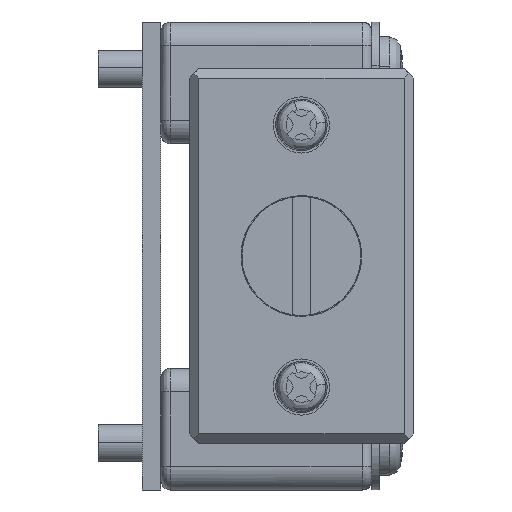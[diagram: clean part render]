
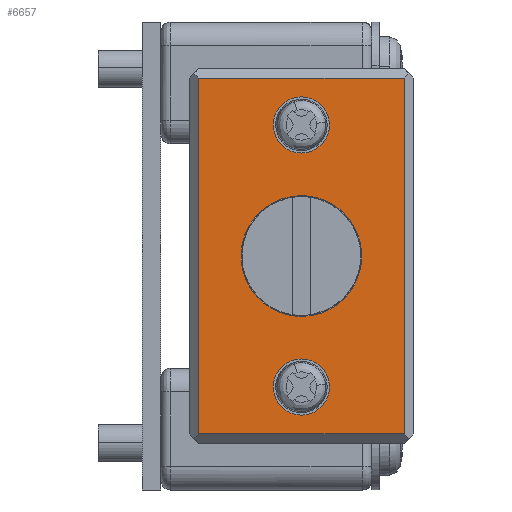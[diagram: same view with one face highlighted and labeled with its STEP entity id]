
A CAD part, front view. The second image highlights one B-rep face of the part: STEP entity #6657.
In plain terms, the highlighted free-form (B-spline) face has degree [1, 1] with [2, 2] control points.
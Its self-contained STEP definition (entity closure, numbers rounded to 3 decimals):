
#4923=CARTESIAN_POINT('',(0.,-6.405,-0.761));
#4924=VERTEX_POINT('',#4923);
#4930=CARTESIAN_POINT('',(0.0,0.0,6.45));
#4931=VERTEX_POINT('',#4930);
#4932=CARTESIAN_POINT('',(0.,-6.405,-0.761));
#4933=CARTESIAN_POINT('',(0.0,-6.45,-0.382));
#4934=CARTESIAN_POINT('',(0.0,-6.45,0.0));
#4935=CARTESIAN_POINT('',(0.0,-6.45,6.45));
#4936=CARTESIAN_POINT('',(0.0,0.0,6.45));
#4944=(BOUNDED_CURVE()B_SPLINE_CURVE(2,(#4932,#4933,#4934,#4935,#4936),.UNSPECIFIED.,.F.,.U.)B_SPLINE_CURVE_WITH_KNOTS((3,2,3),(0.23,0.25,0.5),.UNSPECIFIED.)CURVE()GEOMETRIC_REPRESENTATION_ITEM()RATIONAL_B_SPLINE_CURVE((0.956,0.976,1.0,0.707,1.0))REPRESENTATION_ITEM(''));
#4945=EDGE_CURVE('',#4924,#4931,#4944,.T.);
#4947=CARTESIAN_POINT('',(0.,6.438,0.394));
#4948=VERTEX_POINT('',#4947);
#4949=CARTESIAN_POINT('',(0.0,0.0,6.45));
#4950=CARTESIAN_POINT('',(0.0,6.068,6.45));
#4951=CARTESIAN_POINT('',(0.,6.438,0.394));
#4959=(BOUNDED_CURVE()B_SPLINE_CURVE(2,(#4949,#4950,#4951),.UNSPECIFIED.,.F.,.U.)B_SPLINE_CURVE_WITH_KNOTS((3,3),(0.5,0.739),.UNSPECIFIED.)CURVE()GEOMETRIC_REPRESENTATION_ITEM()RATIONAL_B_SPLINE_CURVE((1.0,0.72,0.976))REPRESENTATION_ITEM(''));
#4960=EDGE_CURVE('',#4931,#4948,#4959,.T.);
#5034=CARTESIAN_POINT('',(0.0,0.0,-6.45));
#5035=VERTEX_POINT('',#5034);
#5036=CARTESIAN_POINT('',(0.,6.438,0.394));
#5037=CARTESIAN_POINT('',(0.0,6.45,0.197));
#5038=CARTESIAN_POINT('',(0.0,6.45,0.0));
#5039=CARTESIAN_POINT('',(0.0,6.45,-6.45));
#5040=CARTESIAN_POINT('',(0.0,0.0,-6.45));
#5048=(BOUNDED_CURVE()B_SPLINE_CURVE(2,(#5036,#5037,#5038,#5039,#5040),.UNSPECIFIED.,.F.,.U.)B_SPLINE_CURVE_WITH_KNOTS((3,2,3),(0.739,0.75,1.0),.UNSPECIFIED.)CURVE()GEOMETRIC_REPRESENTATION_ITEM()RATIONAL_B_SPLINE_CURVE((0.976,0.988,1.0,0.707,1.0))REPRESENTATION_ITEM(''));
#5049=EDGE_CURVE('',#4948,#5035,#5048,.T.);
#5051=CARTESIAN_POINT('',(0.0,0.0,-6.45));
#5052=CARTESIAN_POINT('',(0.0,-5.729,-6.45));
#5053=CARTESIAN_POINT('',(0.,-6.405,-0.761));
#5061=(BOUNDED_CURVE()B_SPLINE_CURVE(2,(#5051,#5052,#5053),.UNSPECIFIED.,.F.,.U.)B_SPLINE_CURVE_WITH_KNOTS((3,3),(0.0,0.23),.UNSPECIFIED.)CURVE()GEOMETRIC_REPRESENTATION_ITEM()RATIONAL_B_SPLINE_CURVE((1.0,0.731,0.956))REPRESENTATION_ITEM(''));
#5062=EDGE_CURVE('',#5035,#4924,#5061,.T.);
#5694=CARTESIAN_POINT('',(0.,2.991,-13.765));
#5695=VERTEX_POINT('',#5694);
#5701=CARTESIAN_POINT('',(0.0,0.,-17.));
#5702=VERTEX_POINT('',#5701);
#5703=CARTESIAN_POINT('',(0.,2.991,-13.765));
#5704=CARTESIAN_POINT('',(0.0,3.,-13.882));
#5705=CARTESIAN_POINT('',(0.0,3.,-14.));
#5706=CARTESIAN_POINT('',(0.0,3.,-17.));
#5707=CARTESIAN_POINT('',(0.0,0.,-17.));
#5715=(BOUNDED_CURVE()B_SPLINE_CURVE(2,(#5703,#5704,#5705,#5706,#5707),.UNSPECIFIED.,.F.,.U.)B_SPLINE_CURVE_WITH_KNOTS((3,2,3),(0.736,0.75,1.0),.UNSPECIFIED.)CURVE()GEOMETRIC_REPRESENTATION_ITEM()RATIONAL_B_SPLINE_CURVE((0.97,0.984,1.0,0.707,1.0))REPRESENTATION_ITEM(''));
#5716=EDGE_CURVE('',#5695,#5702,#5715,.T.);
#5718=CARTESIAN_POINT('',(0.,-2.991,-14.235));
#5719=VERTEX_POINT('',#5718);
#5720=CARTESIAN_POINT('',(0.0,0.,-17.));
#5721=CARTESIAN_POINT('',(0.0,-2.773,-17.));
#5722=CARTESIAN_POINT('',(0.,-2.991,-14.235));
#5730=(BOUNDED_CURVE()B_SPLINE_CURVE(2,(#5720,#5721,#5722),.UNSPECIFIED.,.F.,.U.)B_SPLINE_CURVE_WITH_KNOTS((3,3),(0.0,0.236),.UNSPECIFIED.)CURVE()GEOMETRIC_REPRESENTATION_ITEM()RATIONAL_B_SPLINE_CURVE((1.0,0.723,0.97))REPRESENTATION_ITEM(''));
#5731=EDGE_CURVE('',#5702,#5719,#5730,.T.);
#5777=CARTESIAN_POINT('',(0.0,0.,-11.));
#5778=VERTEX_POINT('',#5777);
#5779=CARTESIAN_POINT('',(0.,-2.991,-14.235));
#5780=CARTESIAN_POINT('',(0.0,-3.,-14.118));
#5781=CARTESIAN_POINT('',(0.0,-3.,-14.));
#5782=CARTESIAN_POINT('',(0.0,-3.,-11.));
#5783=CARTESIAN_POINT('',(0.0,0.,-11.));
#5791=(BOUNDED_CURVE()B_SPLINE_CURVE(2,(#5779,#5780,#5781,#5782,#5783),.UNSPECIFIED.,.F.,.U.)B_SPLINE_CURVE_WITH_KNOTS((3,2,3),(0.236,0.25,0.5),.UNSPECIFIED.)CURVE()GEOMETRIC_REPRESENTATION_ITEM()RATIONAL_B_SPLINE_CURVE((0.97,0.984,1.0,0.707,1.0))REPRESENTATION_ITEM(''));
#5792=EDGE_CURVE('',#5719,#5778,#5791,.T.);
#5794=CARTESIAN_POINT('',(0.0,0.,-11.));
#5795=CARTESIAN_POINT('',(0.0,2.773,-11.));
#5796=CARTESIAN_POINT('',(0.,2.991,-13.765));
#5804=(BOUNDED_CURVE()B_SPLINE_CURVE(2,(#5794,#5795,#5796),.UNSPECIFIED.,.F.,.U.)B_SPLINE_CURVE_WITH_KNOTS((3,3),(0.5,0.736),.UNSPECIFIED.)CURVE()GEOMETRIC_REPRESENTATION_ITEM()RATIONAL_B_SPLINE_CURVE((1.0,0.723,0.97))REPRESENTATION_ITEM(''));
#5805=EDGE_CURVE('',#5778,#5695,#5804,.T.);
#5876=CARTESIAN_POINT('',(0.,2.991,14.235));
#5877=VERTEX_POINT('',#5876);
#5883=CARTESIAN_POINT('',(0.0,0.,11.));
#5884=VERTEX_POINT('',#5883);
#5885=CARTESIAN_POINT('',(0.,2.991,14.235));
#5886=CARTESIAN_POINT('',(0.0,3.,14.118));
#5887=CARTESIAN_POINT('',(0.0,3.,14.));
#5888=CARTESIAN_POINT('',(0.0,3.,11.));
#5889=CARTESIAN_POINT('',(0.0,0.,11.));
#5897=(BOUNDED_CURVE()B_SPLINE_CURVE(2,(#5885,#5886,#5887,#5888,#5889),.UNSPECIFIED.,.F.,.U.)B_SPLINE_CURVE_WITH_KNOTS((3,2,3),(0.736,0.75,1.0),.UNSPECIFIED.)CURVE()GEOMETRIC_REPRESENTATION_ITEM()RATIONAL_B_SPLINE_CURVE((0.97,0.984,1.0,0.707,1.0))REPRESENTATION_ITEM(''));
#5898=EDGE_CURVE('',#5877,#5884,#5897,.T.);
#5900=CARTESIAN_POINT('',(0.,-2.991,13.765));
#5901=VERTEX_POINT('',#5900);
#5902=CARTESIAN_POINT('',(0.0,0.,11.));
#5903=CARTESIAN_POINT('',(0.0,-2.773,11.));
#5904=CARTESIAN_POINT('',(0.,-2.991,13.765));
#5912=(BOUNDED_CURVE()B_SPLINE_CURVE(2,(#5902,#5903,#5904),.UNSPECIFIED.,.F.,.U.)B_SPLINE_CURVE_WITH_KNOTS((3,3),(0.0,0.236),.UNSPECIFIED.)CURVE()GEOMETRIC_REPRESENTATION_ITEM()RATIONAL_B_SPLINE_CURVE((1.0,0.723,0.97))REPRESENTATION_ITEM(''));
#5913=EDGE_CURVE('',#5884,#5901,#5912,.T.);
#5959=CARTESIAN_POINT('',(0.0,0.,17.));
#5960=VERTEX_POINT('',#5959);
#5961=CARTESIAN_POINT('',(0.,-2.991,13.765));
#5962=CARTESIAN_POINT('',(0.0,-3.,13.882));
#5963=CARTESIAN_POINT('',(0.0,-3.,14.));
#5964=CARTESIAN_POINT('',(0.0,-3.,17.));
#5965=CARTESIAN_POINT('',(0.0,0.,17.));
#5973=(BOUNDED_CURVE()B_SPLINE_CURVE(2,(#5961,#5962,#5963,#5964,#5965),.UNSPECIFIED.,.F.,.U.)B_SPLINE_CURVE_WITH_KNOTS((3,2,3),(0.236,0.25,0.5),.UNSPECIFIED.)CURVE()GEOMETRIC_REPRESENTATION_ITEM()RATIONAL_B_SPLINE_CURVE((0.97,0.984,1.0,0.707,1.0))REPRESENTATION_ITEM(''));
#5974=EDGE_CURVE('',#5901,#5960,#5973,.T.);
#5976=CARTESIAN_POINT('',(0.0,0.,17.));
#5977=CARTESIAN_POINT('',(0.0,2.773,17.));
#5978=CARTESIAN_POINT('',(0.,2.991,14.235));
#5986=(BOUNDED_CURVE()B_SPLINE_CURVE(2,(#5976,#5977,#5978),.UNSPECIFIED.,.F.,.U.)B_SPLINE_CURVE_WITH_KNOTS((3,3),(0.5,0.736),.UNSPECIFIED.)CURVE()GEOMETRIC_REPRESENTATION_ITEM()RATIONAL_B_SPLINE_CURVE((1.0,0.723,0.97))REPRESENTATION_ITEM(''));
#5987=EDGE_CURVE('',#5960,#5877,#5986,.T.);
#6251=CARTESIAN_POINT('',(0.0,-11.0,-19.));
#6252=VERTEX_POINT('',#6251);
#6258=CARTESIAN_POINT('',(0.0,11.,-19.));
#6259=VERTEX_POINT('',#6258);
#6260=CARTESIAN_POINT('',(0.0,11.,-19.));
#6261=CARTESIAN_POINT('',(0.0,-11.0,-19.));
#6262=QUASI_UNIFORM_CURVE('',1,(#6260,#6261),.UNSPECIFIED.,.F.,.U.);
#6263=EDGE_CURVE('',#6259,#6252,#6262,.T.);
#6314=CARTESIAN_POINT('',(0.0,11.,19.0));
#6315=VERTEX_POINT('',#6314);
#6316=CARTESIAN_POINT('',(0.0,11.,19.0));
#6317=CARTESIAN_POINT('',(0.0,11.,-19.));
#6318=QUASI_UNIFORM_CURVE('',1,(#6316,#6317),.UNSPECIFIED.,.F.,.U.);
#6319=EDGE_CURVE('',#6315,#6259,#6318,.T.);
#6343=CARTESIAN_POINT('',(0.0,-11.0,19.0));
#6344=VERTEX_POINT('',#6343);
#6350=CARTESIAN_POINT('',(0.0,-11.0,-19.));
#6351=CARTESIAN_POINT('',(0.0,-11.0,19.0));
#6352=QUASI_UNIFORM_CURVE('',1,(#6350,#6351),.UNSPECIFIED.,.F.,.U.);
#6353=EDGE_CURVE('',#6252,#6344,#6352,.T.);
#6384=CARTESIAN_POINT('',(0.0,-11.0,19.0));
#6385=CARTESIAN_POINT('',(0.0,11.,19.0));
#6386=QUASI_UNIFORM_CURVE('',1,(#6384,#6385),.UNSPECIFIED.,.F.,.U.);
#6387=EDGE_CURVE('',#6344,#6315,#6386,.T.);
#6628=CARTESIAN_POINT('',(0.0,12.099,20.898));
#6629=CARTESIAN_POINT('',(0.0,-12.099,20.898));
#6630=CARTESIAN_POINT('',(0.0,12.099,-20.898));
#6631=CARTESIAN_POINT('',(0.0,-12.099,-20.898));
#6632=B_SPLINE_SURFACE_WITH_KNOTS('',1,1,((#6628,#6630),(#6629,#6631)),.UNSPECIFIED.,.F.,.F.,.U.,(2,2),(2,2),(0.0,24.198),(0.0,41.796),.UNSPECIFIED.);
#6633=ORIENTED_EDGE('',*,*,#6319,.T.);
#6634=ORIENTED_EDGE('',*,*,#6263,.T.);
#6635=ORIENTED_EDGE('',*,*,#6353,.T.);
#6636=ORIENTED_EDGE('',*,*,#6387,.T.);
#6637=EDGE_LOOP('',(#6633,#6634,#6635,#6636));
#6638=FACE_OUTER_BOUND('',#6637,.T.);
#6639=ORIENTED_EDGE('',*,*,#5987,.F.);
#6640=ORIENTED_EDGE('',*,*,#5974,.F.);
#6641=ORIENTED_EDGE('',*,*,#5913,.F.);
#6642=ORIENTED_EDGE('',*,*,#5898,.F.);
#6643=EDGE_LOOP('',(#6639,#6640,#6641,#6642));
#6644=FACE_BOUND('',#6643,.T.);
#6645=ORIENTED_EDGE('',*,*,#5805,.F.);
#6646=ORIENTED_EDGE('',*,*,#5792,.F.);
#6647=ORIENTED_EDGE('',*,*,#5731,.F.);
#6648=ORIENTED_EDGE('',*,*,#5716,.F.);
#6649=EDGE_LOOP('',(#6645,#6646,#6647,#6648));
#6650=FACE_BOUND('',#6649,.T.);
#6651=ORIENTED_EDGE('',*,*,#4960,.F.);
#6652=ORIENTED_EDGE('',*,*,#4945,.F.);
#6653=ORIENTED_EDGE('',*,*,#5062,.F.);
#6654=ORIENTED_EDGE('',*,*,#5049,.F.);
#6655=EDGE_LOOP('',(#6651,#6652,#6653,#6654));
#6656=FACE_BOUND('',#6655,.T.);
#6657=ADVANCED_FACE('',(#6638,#6644,#6650,#6656),#6632,.F.);
